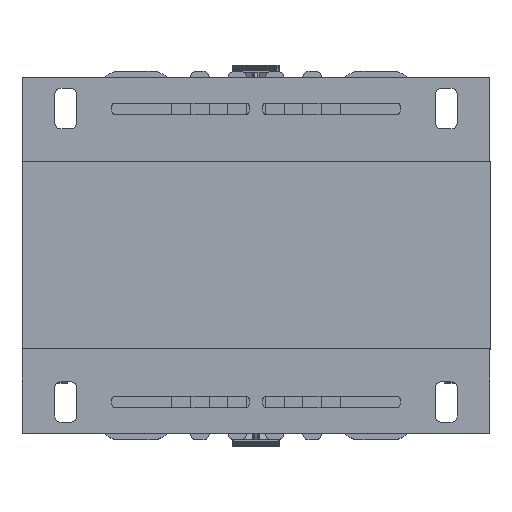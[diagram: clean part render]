
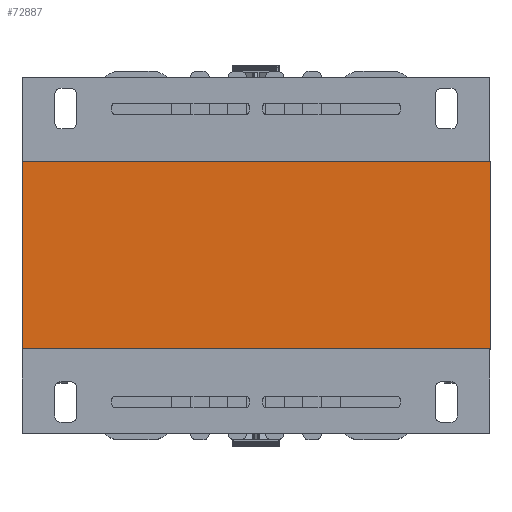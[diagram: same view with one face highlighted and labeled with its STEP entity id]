
A CAD part, top view. The second image highlights one B-rep face of the part: STEP entity #72887.
In plain terms, the highlighted planar face has unit normal (0, 0, 1).
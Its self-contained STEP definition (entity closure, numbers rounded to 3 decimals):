
#2347=FACE_OUTER_BOUND('',#6065,.T.);
#6065=EDGE_LOOP('',(#45441,#45442,#45443,#45444));
#9947=LINE('',#100458,#19068);
#9969=LINE('',#100510,#19090);
#9972=LINE('',#100516,#19093);
#9973=LINE('',#100517,#19094);
#19068=VECTOR('',#81704,10.);
#19090=VECTOR('',#81744,1.);
#19093=VECTOR('',#81749,1.);
#19094=VECTOR('',#81750,1.);
#28189=VERTEX_POINT('',#100456);
#28190=VERTEX_POINT('',#100457);
#28211=VERTEX_POINT('',#100509);
#28213=VERTEX_POINT('',#100515);
#34984=EDGE_CURVE('',#28189,#28190,#9947,.T.);
#35010=EDGE_CURVE('',#28190,#28211,#9969,.T.);
#35013=EDGE_CURVE('',#28189,#28213,#9972,.T.);
#35014=EDGE_CURVE('',#28213,#28211,#9973,.T.);
#45441=ORIENTED_EDGE('',*,*,#34984,.F.);
#45442=ORIENTED_EDGE('',*,*,#35013,.T.);
#45443=ORIENTED_EDGE('',*,*,#35014,.T.);
#45444=ORIENTED_EDGE('',*,*,#35010,.F.);
#66253=PLANE('',#76893);
#72887=ADVANCED_FACE('',(#2347),#66253,.T.);
#76893=AXIS2_PLACEMENT_3D('',#100514,#81747,#81748);
#81704=DIRECTION('',(1.,0.,0.));
#81744=DIRECTION('',(0.,-1.,0.));
#81747=DIRECTION('center_axis',(0.,0.,1.));
#81748=DIRECTION('ref_axis',(0.,-1.,0.));
#81749=DIRECTION('',(0.,-1.,0.));
#81750=DIRECTION('',(1.,0.,0.));
#100456=CARTESIAN_POINT('',(615.285,-284.691,87.5));
#100457=CARTESIAN_POINT('',(765.285,-284.691,87.5));
#100458=CARTESIAN_POINT('',(652.785,-284.691,87.5));
#100509=CARTESIAN_POINT('',(765.285,-344.691,87.5));
#100510=CARTESIAN_POINT('',(765.285,-244.691,87.5));
#100514=CARTESIAN_POINT('Origin',(615.285,-244.691,87.5));
#100515=CARTESIAN_POINT('',(615.285,-344.691,87.5));
#100516=CARTESIAN_POINT('',(615.285,-244.691,87.5));
#100517=CARTESIAN_POINT('',(765.285,-344.691,87.5));
